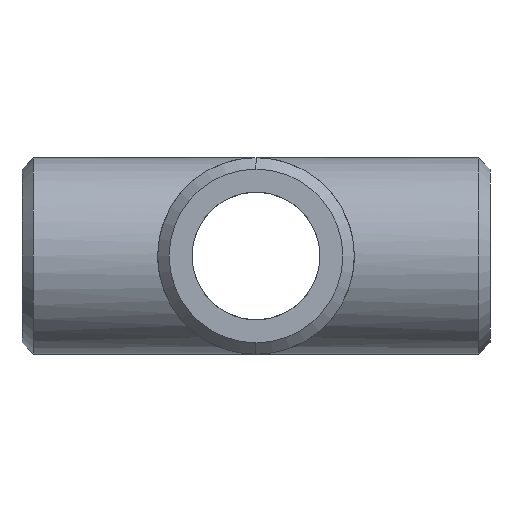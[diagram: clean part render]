
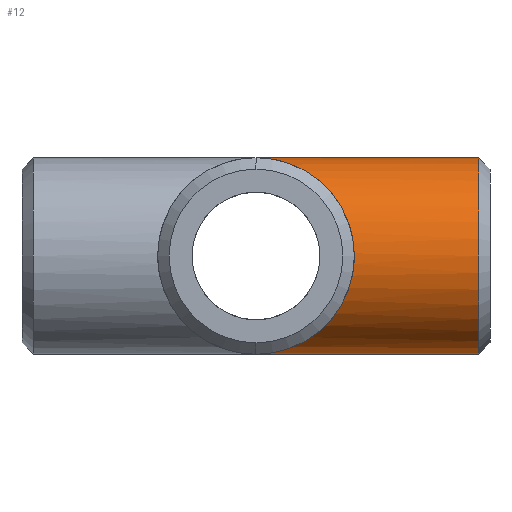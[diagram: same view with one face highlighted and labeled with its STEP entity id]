
A CAD part, left-side view. The second image highlights one B-rep face of the part: STEP entity #12.
In plain terms, the highlighted cylindrical face has radius 10.668 mm (diameter 21.336 mm), a partial arc.
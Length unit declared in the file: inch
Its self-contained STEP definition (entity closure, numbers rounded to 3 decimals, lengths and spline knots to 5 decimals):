
#8 = CARTESIAN_POINT ( 'NONE',  ( 0., -0.951, 0.42 ) ) ;
#11 = FACE_OUTER_BOUND ( 'NONE', #102, .T. ) ;
#12 = ADVANCED_FACE ( 'NONE', ( #11 ), #339, .T. ) ;
#21 = CARTESIAN_POINT ( 'NONE',  ( 0., 0., 0.42 ) ) ;
#61 = ORIENTED_EDGE ( 'NONE', *, *, #252, .T. ) ;
#83 = DIRECTION ( 'NONE',  ( 0., 0., -1. ) ) ;
#89 = EDGE_CURVE ( 'NONE', #487, #575, #296, .T. ) ;
#102 = EDGE_LOOP ( 'NONE', ( #127, #61, #613, #768 ) ) ;
#127 = ORIENTED_EDGE ( 'NONE', *, *, #89, .T. ) ;
#166 = EDGE_CURVE ( 'NONE', #487, #281, #223, .T. ) ;
#168 = DIRECTION ( 'NONE',  ( 0., 1., 0. ) ) ;
#183 = CARTESIAN_POINT ( 'NONE',  ( 0., 0., -0.42 ) ) ;
#191 = CARTESIAN_POINT ( 'NONE',  ( -0.84, -0.84, 0.42 ) ) ;
#205 = AXIS2_PLACEMENT_3D ( 'NONE', #762, #384, #213 ) ;
#213 = DIRECTION ( 'NONE',  ( 0., 0., -1. ) ) ;
#223 = LINE ( 'NONE', #295, #357 ) ;
#252 = EDGE_CURVE ( 'NONE', #575, #451, #529, .T. ) ;
#267 = DIRECTION ( 'NONE',  ( 0., 1., 0. ) ) ;
#281 = VERTEX_POINT ( 'NONE', #541 ) ;
#282 = VECTOR ( 'NONE', #168, 39.37008 ) ;
#295 = CARTESIAN_POINT ( 'NONE',  ( 0., -1., -0.42 ) ) ;
#296 = CIRCLE ( 'NONE', #803, 0.42 ) ;
#309 = EDGE_CURVE ( 'NONE', #281, #451, #423, .T. ) ;
#339 = CYLINDRICAL_SURFACE ( 'NONE', #205, 0.42 ) ;
#344 = CARTESIAN_POINT ( 'NONE',  ( 0., -1., 0.42 ) ) ;
#357 = VECTOR ( 'NONE', #650, 39.37008 ) ;
#384 = DIRECTION ( 'NONE',  ( 0., 1., 0. ) ) ;
#423 =( BOUNDED_CURVE ( )  B_SPLINE_CURVE ( 3, ( #183, #485, #191, #496 ),
 .UNSPECIFIED., .F., .T. ) 
 B_SPLINE_CURVE_WITH_KNOTS ( ( 4, 4 ),
 ( 4.71239, 7.85398 ),
 .UNSPECIFIED. ) 
 CURVE ( )  GEOMETRIC_REPRESENTATION_ITEM ( )  RATIONAL_B_SPLINE_CURVE ( ( 1., 0.333, 0.333, 1. ) ) 
 REPRESENTATION_ITEM ( '' )  );
#451 = VERTEX_POINT ( 'NONE', #21 ) ;
#485 = CARTESIAN_POINT ( 'NONE',  ( -0.84, -0.84, -0.42 ) ) ;
#487 = VERTEX_POINT ( 'NONE', #502 ) ;
#496 = CARTESIAN_POINT ( 'NONE',  ( 0., 0., 0.42 ) ) ;
#502 = CARTESIAN_POINT ( 'NONE',  ( 0., -0.951, -0.42 ) ) ;
#529 = LINE ( 'NONE', #344, #282 ) ;
#541 = CARTESIAN_POINT ( 'NONE',  ( 0., 0., -0.42 ) ) ;
#571 = CARTESIAN_POINT ( 'NONE',  ( 0., -0.951, 0. ) ) ;
#575 = VERTEX_POINT ( 'NONE', #8 ) ;
#613 = ORIENTED_EDGE ( 'NONE', *, *, #309, .F. ) ;
#650 = DIRECTION ( 'NONE',  ( 0., 1., 0. ) ) ;
#762 = CARTESIAN_POINT ( 'NONE',  ( 0., -1., 0. ) ) ;
#768 = ORIENTED_EDGE ( 'NONE', *, *, #166, .F. ) ;
#803 = AXIS2_PLACEMENT_3D ( 'NONE', #571, #267, #83 ) ;
